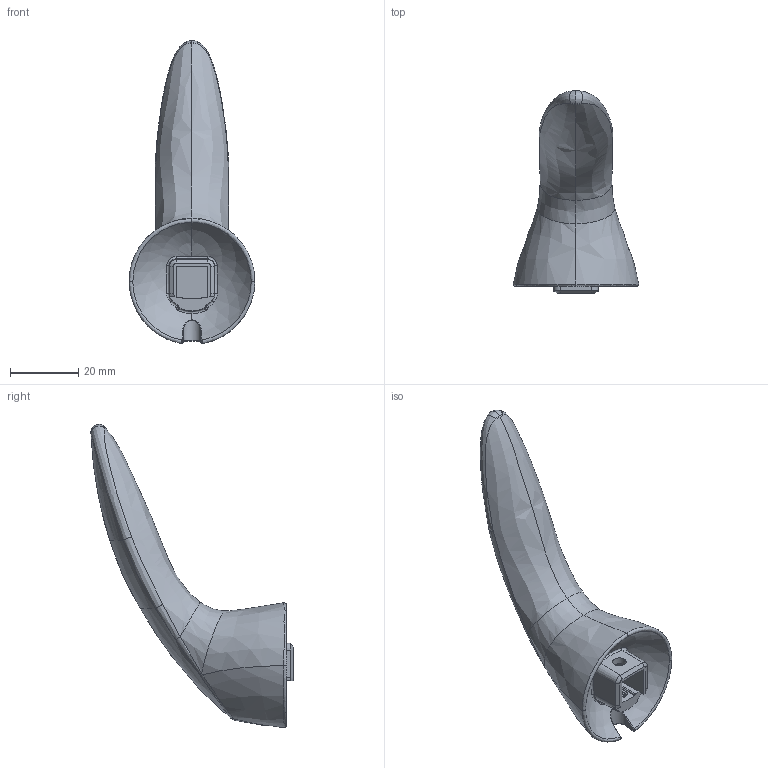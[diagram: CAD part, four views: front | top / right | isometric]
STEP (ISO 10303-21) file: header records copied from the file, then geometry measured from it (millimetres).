
FILE_DESCRIPTION((''),'2;1');
FILE_NAME('3109-402','2019-01-21T',('35949'),(''),'CREO PARAMETRIC BY PTC INC, 2017170','CREO PARAMETRIC BY PTC INC, 2017170','');
FILE_SCHEMA(('CONFIG_CONTROL_DESIGN'));
Length unit declared in the file: millimetre
Products named in the file (1): 3109-402
Bounding box: 36.82 x 59.2 x 88.77 mm (x, y, z)
Volume: 28490.1 mm3; surface area: 8402.1 mm2
Topology: 1 solids, 1 shells, 128 faces, 326 edges, 199 vertices
Faces by surface type: bspline 70, cylinder 20, plane 19, torus 10, cone 7, sphere 2
Entity records: 9068 total; most frequent: CARTESIAN_POINT 6571, ORIENTED_EDGE 648, EDGE_CURVE 324, DIRECTION 294, B_SPLINE_CURVE_WITH_KNOTS 203, VERTEX_POINT 199, EDGE_LOOP 133, FACE_OUTER_BOUND 128
